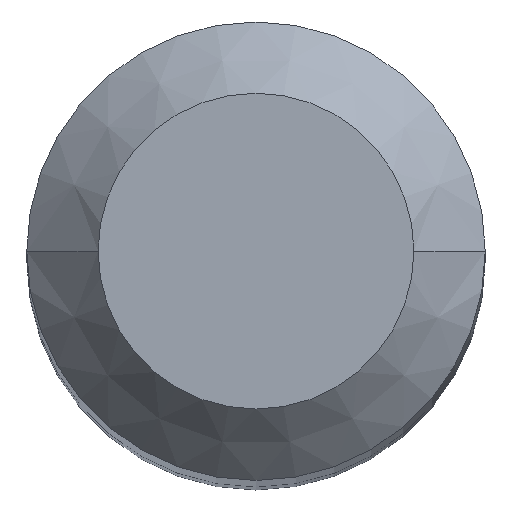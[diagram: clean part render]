
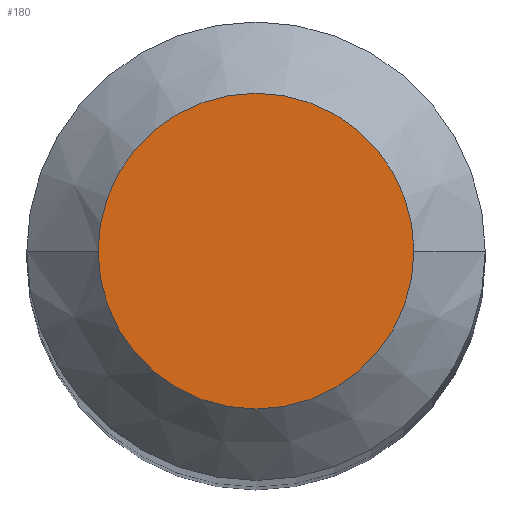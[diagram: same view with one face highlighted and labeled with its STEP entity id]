
A CAD part, top view. The second image highlights one B-rep face of the part: STEP entity #180.
In plain terms, the highlighted planar face has unit normal (0, 0, 1).
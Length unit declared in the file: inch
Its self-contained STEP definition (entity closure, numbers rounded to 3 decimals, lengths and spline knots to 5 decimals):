
#3 = DIRECTION ( 'NONE',  ( 1., 0., 0. ) ) ;
#5 = CARTESIAN_POINT ( 'NONE',  ( 0., 0., 0. ) ) ;
#54 = CARTESIAN_POINT ( 'NONE',  ( 0., 0., 0. ) ) ;
#57 = EDGE_CURVE ( 'NONE', #320, #302, #317, .T. ) ;
#65 = DIRECTION ( 'NONE',  ( 0., 0., -1. ) ) ;
#66 = CARTESIAN_POINT ( 'NONE',  ( 0.06915, 0., 0. ) ) ;
#67 = CIRCLE ( 'NONE', #236, 0.06915 ) ;
#87 = PLANE ( 'NONE',  #172 ) ;
#90 = DIRECTION ( 'NONE',  ( 0., 0., 1. ) ) ;
#116 = DIRECTION ( 'NONE',  ( 1., 0., 0. ) ) ;
#125 = EDGE_CURVE ( 'NONE', #302, #320, #67, .T. ) ;
#155 = CARTESIAN_POINT ( 'NONE',  ( -0.06915, 0., 0. ) ) ;
#172 = AXIS2_PLACEMENT_3D ( 'NONE', #324, #65, #226 ) ;
#180 = ADVANCED_FACE ( 'NONE', ( #363 ), #87, .F. ) ;
#181 = DIRECTION ( 'NONE',  ( 0., 0., 1. ) ) ;
#226 = DIRECTION ( 'NONE',  ( -1., 0., 0. ) ) ;
#236 = AXIS2_PLACEMENT_3D ( 'NONE', #54, #181, #116 ) ;
#238 = EDGE_LOOP ( 'NONE', ( #289, #333 ) ) ;
#289 = ORIENTED_EDGE ( 'NONE', *, *, #57, .T. ) ;
#302 = VERTEX_POINT ( 'NONE', #66 ) ;
#317 = CIRCLE ( 'NONE', #374, 0.06915 ) ;
#320 = VERTEX_POINT ( 'NONE', #155 ) ;
#324 = CARTESIAN_POINT ( 'NONE',  ( 0., 0., 0. ) ) ;
#333 = ORIENTED_EDGE ( 'NONE', *, *, #125, .T. ) ;
#363 = FACE_OUTER_BOUND ( 'NONE', #238, .T. ) ;
#374 = AXIS2_PLACEMENT_3D ( 'NONE', #5, #90, #3 ) ;
